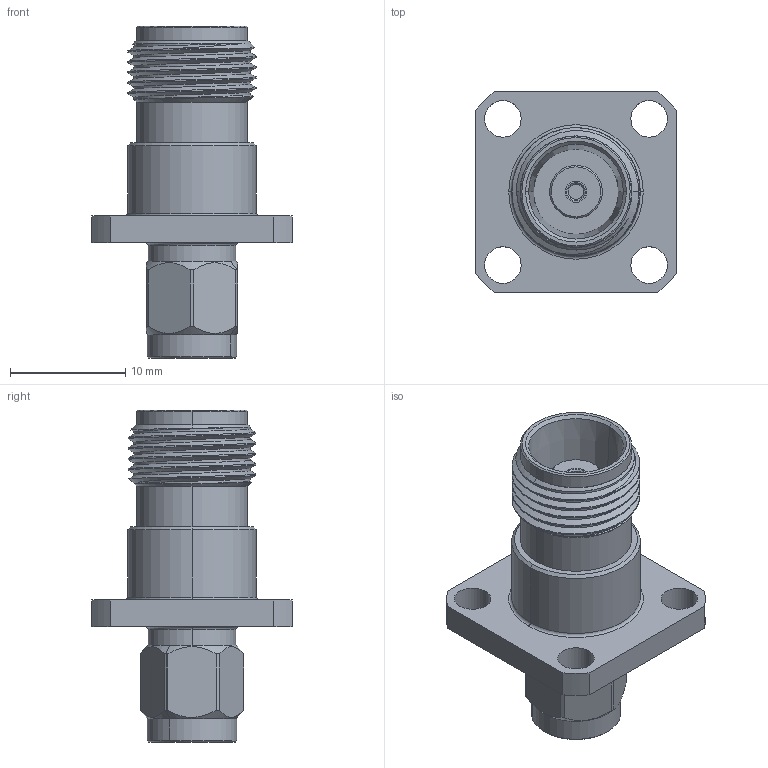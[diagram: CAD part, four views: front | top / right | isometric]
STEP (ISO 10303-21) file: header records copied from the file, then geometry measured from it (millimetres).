
FILE_DESCRIPTION (( 'STEP AP203' ), '1' );
FILE_NAME ('SM4748.step', '2019-06-26T19:02:04', ( '' ), ( '' ), 'SwSTEP 2.0', 'SolidWorks 2018', '' );
FILE_SCHEMA (( 'CONFIG_CONTROL_DESIGN' ));
Length unit declared in the file: inch
Products named in the file (1): SM4748
Bounding box: 17.4 x 17.4 x 28.84 mm (x, y, z)
Volume: 2186.9 mm3; surface area: 2281 mm2
Topology: 2 solids, 2 shells, 168 faces, 414 edges, 263 vertices
Faces by surface type: cylinder 75, plane 51, cone 30, bspline 8, torus 4
Entity records: 8597 total; most frequent: CARTESIAN_POINT 4686, ORIENTED_EDGE 828, DIRECTION 781, EDGE_CURVE 414, AXIS2_PLACEMENT_3D 314, VERTEX_POINT 263, EDGE_LOOP 189, ADVANCED_FACE 168
